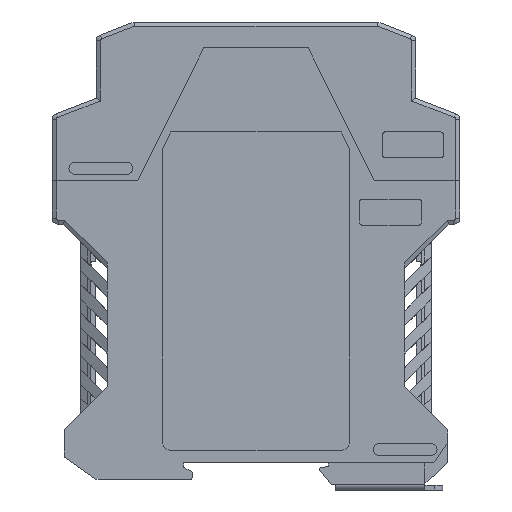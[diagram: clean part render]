
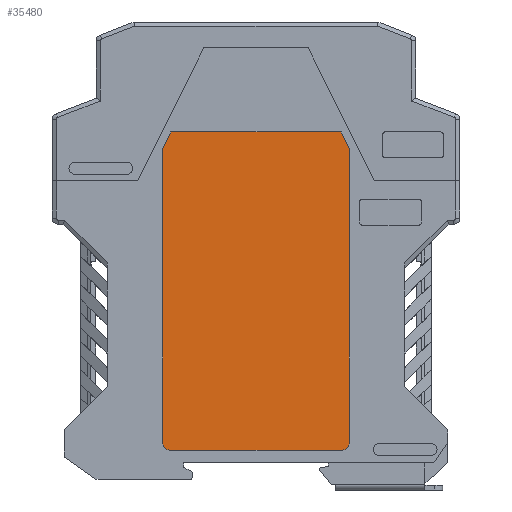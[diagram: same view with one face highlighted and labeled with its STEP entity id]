
A CAD part, left-side view. The second image highlights one B-rep face of the part: STEP entity #35480.
In plain terms, the highlighted planar face has unit normal (-1, 0, 0).
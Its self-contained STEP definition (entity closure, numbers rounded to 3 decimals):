
#827=FACE_OUTER_BOUND('',#2842,.T.);
#2842=EDGE_LOOP('',(#23227,#23228,#23229,#23230,#23231,#23232,#23233,#23234));
#5087=LINE('',#52451,#9530);
#5091=LINE('',#52463,#9534);
#5094=LINE('',#52469,#9537);
#5098=LINE('',#52481,#9541);
#5099=LINE('',#52484,#9542);
#5100=LINE('',#52485,#9543);
#9530=VECTOR('',#41898,1.);
#9534=VECTOR('',#41910,1.);
#9537=VECTOR('',#41915,1.);
#9541=VECTOR('',#41927,1.);
#9542=VECTOR('',#41930,1.);
#9543=VECTOR('',#41931,1.);
#13938=VERTEX_POINT('',#52445);
#13940=VERTEX_POINT('',#52449);
#13942=VERTEX_POINT('',#52454);
#13944=VERTEX_POINT('',#52460);
#13946=VERTEX_POINT('',#52466);
#13948=VERTEX_POINT('',#52472);
#13949=VERTEX_POINT('',#52474);
#13951=VERTEX_POINT('',#52483);
#17556=EDGE_CURVE('',#13938,#13940,#5087,.T.);
#17558=EDGE_CURVE('',#13942,#13940,#37471,.T.);
#17562=EDGE_CURVE('',#13944,#13938,#5091,.T.);
#17565=EDGE_CURVE('',#13946,#13944,#5094,.T.);
#17567=EDGE_CURVE('',#13948,#13949,#37473,.T.);
#17571=EDGE_CURVE('',#13942,#13949,#5098,.T.);
#17572=EDGE_CURVE('',#13948,#13951,#5099,.T.);
#17573=EDGE_CURVE('',#13951,#13946,#5100,.T.);
#23227=ORIENTED_EDGE('',*,*,#17565,.T.);
#23228=ORIENTED_EDGE('',*,*,#17562,.T.);
#23229=ORIENTED_EDGE('',*,*,#17556,.T.);
#23230=ORIENTED_EDGE('',*,*,#17558,.F.);
#23231=ORIENTED_EDGE('',*,*,#17571,.T.);
#23232=ORIENTED_EDGE('',*,*,#17567,.F.);
#23233=ORIENTED_EDGE('',*,*,#17572,.T.);
#23234=ORIENTED_EDGE('',*,*,#17573,.T.);
#33941=PLANE('',#38591);
#35480=ADVANCED_FACE('',(#827),#33941,.T.);
#37471=CIRCLE('',#38583,2.);
#37473=CIRCLE('',#38588,2.);
#38583=AXIS2_PLACEMENT_3D('',#52456,#41902,#41903);
#38588=AXIS2_PLACEMENT_3D('',#52475,#41919,#41920);
#38591=AXIS2_PLACEMENT_3D('',#52482,#41928,#41929);
#41898=DIRECTION('',(0.,0.,-1.));
#41902=DIRECTION('center_axis',(1.,0.,0.));
#41903=DIRECTION('ref_axis',(0.,1.,0.));
#41910=DIRECTION('',(0.,0.447,-0.894));
#41915=DIRECTION('',(0.,1.,0.));
#41919=DIRECTION('center_axis',(1.,0.,0.));
#41920=DIRECTION('ref_axis',(0.,1.,0.));
#41927=DIRECTION('',(0.,-1.,0.));
#41928=DIRECTION('center_axis',(-1.,0.,0.));
#41929=DIRECTION('ref_axis',(0.,0.,
-1.));
#41930=DIRECTION('',(0.,0.,1.));
#41931=DIRECTION('',(0.,0.447,0.894));
#52445=CARTESIAN_POINT('',(-149.45,947.864,131.609));
#52449=CARTESIAN_POINT('',(-149.45,947.864,60.309));
#52451=CARTESIAN_POINT('',(-149.45,947.864,47.309));
#52454=CARTESIAN_POINT('',(-149.45,945.864,58.309));
#52456=CARTESIAN_POINT('Origin',(-149.45,945.864,60.309));
#52460=CARTESIAN_POINT('',(-149.45,945.864,135.609));
#52463=CARTESIAN_POINT('',(-149.45,977.054,73.229));
#52466=CARTESIAN_POINT('',(-149.45,904.564,135.609));
#52469=CARTESIAN_POINT('',(-149.45,925.214,135.609));
#52472=CARTESIAN_POINT('',(-149.45,902.564,60.309));
#52474=CARTESIAN_POINT('',(-149.45,904.564,58.309));
#52475=CARTESIAN_POINT('Origin',(-149.45,904.564,60.309));
#52481=CARTESIAN_POINT('',(-149.45,925.214,58.309));
#52482=CARTESIAN_POINT('Origin',(-149.45,890.324,121.584));
#52483=CARTESIAN_POINT('',(-149.45,902.564,131.609));
#52484=CARTESIAN_POINT('',(-149.45,902.564,47.309));
#52485=CARTESIAN_POINT('',(-149.45,873.374,73.229));
